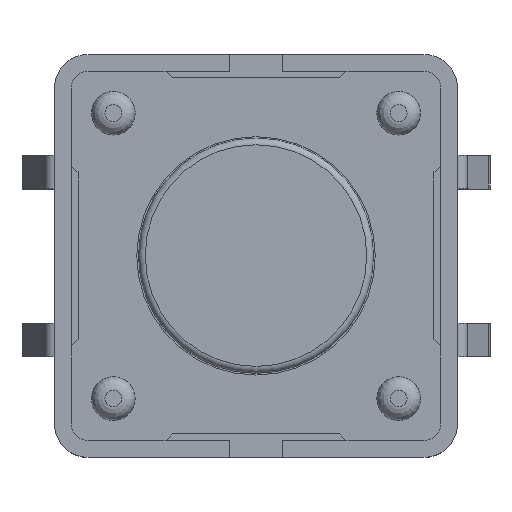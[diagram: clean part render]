
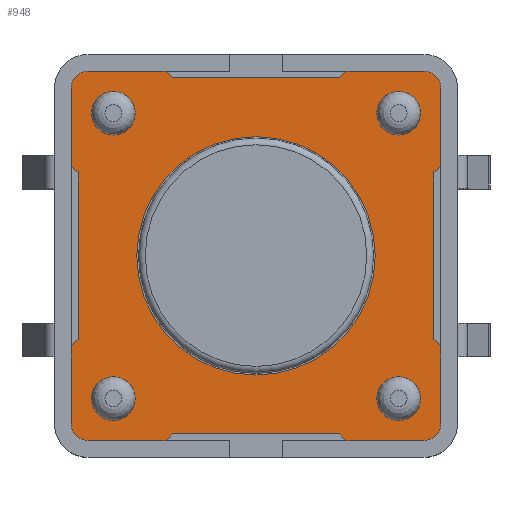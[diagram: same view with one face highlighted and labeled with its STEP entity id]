
A CAD part, top view. The second image highlights one B-rep face of the part: STEP entity #948.
In plain terms, the highlighted planar face has unit normal (0, 0, 1).
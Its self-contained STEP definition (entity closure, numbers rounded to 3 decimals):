
#13=DIRECTION('',(0.,0.,1.));
#33=VECTOR('',#34,1.);
#34=DIRECTION('',(1.,0.,0.));
#89=DIRECTION('',(0.,1.,0.));
#100=DIRECTION('',(-0.,-0.,-1.));
#101=DIRECTION('',(0.,-1.,0.));
#111=CARTESIAN_POINT('',(11.25,-7.5,3.5));
#112=DIRECTION('',(-0.,0.,1.));
#123=VECTOR('',#89,1.);
#323=AXIS2_PLACEMENT_3D('',#324,#112,#101);
#324=CARTESIAN_POINT('',(1.25,-7.5,3.5));
#339=VERTEX_POINT('',#340);
#340=CARTESIAN_POINT('',(3.6,-8.,3.5));
#341=LINE('',#342,#33);
#342=CARTESIAN_POINT('',(0.75,-8.,3.5));
#344=EDGE_CURVE('',#345,#339,#341,.T.);
#345=VERTEX_POINT('',#346);
#346=CARTESIAN_POINT('',(1.25,-8.,3.5));
#348=EDGE_CURVE('',#349,#345,#351,.T.);
#349=VERTEX_POINT('',#350);
#350=CARTESIAN_POINT('',(0.75,-7.5,3.5));
#351=CIRCLE('',#323,0.5);
#353=EDGE_CURVE('',#349,#354,#356,.T.);
#354=VERTEX_POINT('',#355);
#355=CARTESIAN_POINT('',(0.75,-5.15,3.5));
#356=LINE('',#342,#123);
#359=VERTEX_POINT('',#360);
#360=CARTESIAN_POINT('',(0.75,0.15,3.5));
#362=EDGE_CURVE('',#359,#363,#356,.T.);
#363=VERTEX_POINT('',#364);
#364=CARTESIAN_POINT('',(0.75,2.5,3.5));
#366=EDGE_CURVE('',#363,#367,#369,.T.);
#367=VERTEX_POINT('',#368);
#368=CARTESIAN_POINT('',(1.25,3.,3.5));
#369=CIRCLE('',#370,0.5);
#370=AXIS2_PLACEMENT_3D('',#371,#100,#101);
#371=CARTESIAN_POINT('',(1.25,2.5,3.5));
#373=EDGE_CURVE('',#367,#374,#376,.T.);
#374=VERTEX_POINT('',#375);
#375=CARTESIAN_POINT('',(3.6,3.,3.5));
#376=LINE('',#377,#33);
#377=CARTESIAN_POINT('',(0.75,3.,3.5));
#403=VECTOR('',#101,1.);
#404=PLANE('',#405);
#405=AXIS2_PLACEMENT_3D('',#406,#13,#34);
#406=CARTESIAN_POINT('',(6.25,-2.5,3.5));
#441=VECTOR('',#442,1.);
#442=DIRECTION('',(0.6,-0.8,0.));
#448=VECTOR('',#449,1.);
#449=DIRECTION('',(1.,0.,0.));
#455=VECTOR('',#456,1.);
#456=DIRECTION('',(0.6,0.8,0.));
#490=AXIS2_PLACEMENT_3D('',#491,#112,#101);
#491=CARTESIAN_POINT('',(11.25,2.5,3.5));
#502=VERTEX_POINT('',#503);
#503=CARTESIAN_POINT('',(8.9,3.,3.5));
#505=EDGE_CURVE('',#502,#506,#376,.T.);
#506=VERTEX_POINT('',#507);
#507=CARTESIAN_POINT('',(11.25,3.,3.5));
#509=EDGE_CURVE('',#510,#506,#512,.T.);
#510=VERTEX_POINT('',#511);
#511=CARTESIAN_POINT('',(11.75,2.5,3.5));
#512=CIRCLE('',#490,0.5);
#514=EDGE_CURVE('',#515,#510,#517,.T.);
#515=VERTEX_POINT('',#516);
#516=CARTESIAN_POINT('',(11.75,0.15,3.5));
#517=LINE('',#518,#123);
#518=CARTESIAN_POINT('',(11.75,-8.,3.5));
#521=VERTEX_POINT('',#522);
#522=CARTESIAN_POINT('',(11.75,-5.15,3.5));
#524=EDGE_CURVE('',#525,#521,#517,.T.);
#525=VERTEX_POINT('',#526);
#526=CARTESIAN_POINT('',(11.75,-7.5,3.5));
#528=EDGE_CURVE('',#525,#529,#531,.T.);
#529=VERTEX_POINT('',#530);
#530=CARTESIAN_POINT('',(11.25,-8.,3.5));
#531=CIRCLE('',#532,0.5);
#532=AXIS2_PLACEMENT_3D('',#111,#100,#101);
#534=EDGE_CURVE('',#535,#529,#341,.T.);
#535=VERTEX_POINT('',#536);
#536=CARTESIAN_POINT('',(8.9,-8.,3.5));
#948=ADVANCED_FACE('',(#949,#1025,#1034,#1043,#1052,#1059),#404,.T.);
#949=FACE_BOUND('',#950,.T.);
#950=EDGE_LOOP('',(#951,#952,#953,#960,#967,#972,#973,#974,#975,#980,#985,#988,#989,#990,#991,#996,#1001,#1006,#1007,#1008,#1009,#1014,#1021,#1024));
#951=ORIENTED_EDGE('',*,*,#366,.F.);
#952=ORIENTED_EDGE('',*,*,#362,.F.);
#953=ORIENTED_EDGE('',*,*,#954,.T.);
#954=EDGE_CURVE('',#359,#955,#957,.T.);
#955=VERTEX_POINT('',#956);
#956=CARTESIAN_POINT('',(0.95,0.,3.5));
#957=LINE('',#360,#958);
#958=VECTOR('',#959,1.);
#959=DIRECTION('',(0.8,-0.6,0.));
#960=ORIENTED_EDGE('',*,*,#961,.T.);
#961=EDGE_CURVE('',#955,#962,#964,.T.);
#962=VERTEX_POINT('',#963);
#963=CARTESIAN_POINT('',(0.95,-5.,3.5));
#964=LINE('',#956,#965);
#965=VECTOR('',#966,1.);
#966=DIRECTION('',(-0.,-1.,-0.));
#967=ORIENTED_EDGE('',*,*,#968,.T.);
#968=EDGE_CURVE('',#962,#354,#969,.T.);
#969=LINE('',#963,#970);
#970=VECTOR('',#971,1.);
#971=DIRECTION('',(-0.8,-0.6,-0.));
#972=ORIENTED_EDGE('',*,*,#353,.F.);
#973=ORIENTED_EDGE('',*,*,#348,.T.);
#974=ORIENTED_EDGE('',*,*,#344,.T.);
#975=ORIENTED_EDGE('',*,*,#976,.T.);
#976=EDGE_CURVE('',#339,#977,#979,.T.);
#977=VERTEX_POINT('',#978);
#978=CARTESIAN_POINT('',(3.75,-7.8,3.5));
#979=LINE('',#340,#455);
#980=ORIENTED_EDGE('',*,*,#981,.T.);
#981=EDGE_CURVE('',#977,#982,#984,.T.);
#982=VERTEX_POINT('',#983);
#983=CARTESIAN_POINT('',(8.75,-7.8,3.5));
#984=LINE('',#978,#448);
#985=ORIENTED_EDGE('',*,*,#986,.T.);
#986=EDGE_CURVE('',#982,#535,#987,.T.);
#987=LINE('',#983,#441);
#988=ORIENTED_EDGE('',*,*,#534,.T.);
#989=ORIENTED_EDGE('',*,*,#528,.F.);
#990=ORIENTED_EDGE('',*,*,#524,.T.);
#991=ORIENTED_EDGE('',*,*,#992,.F.);
#992=EDGE_CURVE('',#993,#521,#995,.T.);
#993=VERTEX_POINT('',#994);
#994=CARTESIAN_POINT('',(11.55,-5.,3.5));
#995=LINE('',#994,#958);
#996=ORIENTED_EDGE('',*,*,#997,.F.);
#997=EDGE_CURVE('',#998,#993,#1000,.T.);
#998=VERTEX_POINT('',#999);
#999=CARTESIAN_POINT('',(11.55,0.,3.5));
#1000=LINE('',#999,#403);
#1001=ORIENTED_EDGE('',*,*,#1002,.F.);
#1002=EDGE_CURVE('',#515,#998,#1003,.T.);
#1003=LINE('',#516,#1004);
#1004=VECTOR('',#1005,1.);
#1005=DIRECTION('',(-0.8,-0.6,0.));
#1006=ORIENTED_EDGE('',*,*,#514,.T.);
#1007=ORIENTED_EDGE('',*,*,#509,.T.);
#1008=ORIENTED_EDGE('',*,*,#505,.F.);
#1009=ORIENTED_EDGE('',*,*,#1010,.F.);
#1010=EDGE_CURVE('',#1011,#502,#1013,.T.);
#1011=VERTEX_POINT('',#1012);
#1012=CARTESIAN_POINT('',(8.75,2.8,3.5));
#1013=LINE('',#1012,#455);
#1014=ORIENTED_EDGE('',*,*,#1015,.F.);
#1015=EDGE_CURVE('',#1016,#1011,#1018,.T.);
#1016=VERTEX_POINT('',#1017);
#1017=CARTESIAN_POINT('',(3.75,2.8,3.5));
#1018=LINE('',#1017,#1019);
#1019=VECTOR('',#1020,1.);
#1020=DIRECTION('',(1.,0.,0.));
#1021=ORIENTED_EDGE('',*,*,#1022,.F.);
#1022=EDGE_CURVE('',#374,#1016,#1023,.T.);
#1023=LINE('',#375,#441);
#1024=ORIENTED_EDGE('',*,*,#373,.F.);
#1025=FACE_BOUND('',#1026,.T.);
#1026=EDGE_LOOP('',(#1027));
#1027=ORIENTED_EDGE('',*,*,#1028,.F.);
#1028=EDGE_CURVE('',#1029,#1029,#1031,.T.);
#1029=VERTEX_POINT('',#1030);
#1030=CARTESIAN_POINT('',(2.65,-6.75,3.5));
#1031=CIRCLE('',#1032,0.65);
#1032=AXIS2_PLACEMENT_3D('',#1033,#13,#34);
#1033=CARTESIAN_POINT('',(2.,-6.75,3.5));
#1034=FACE_BOUND('',#1035,.T.);
#1035=EDGE_LOOP('',(#1036));
#1036=ORIENTED_EDGE('',*,*,#1037,.F.);
#1037=EDGE_CURVE('',#1038,#1038,#1040,.T.);
#1038=VERTEX_POINT('',#1039);
#1039=CARTESIAN_POINT('',(11.15,-6.75,3.5));
#1040=CIRCLE('',#1041,0.65);
#1041=AXIS2_PLACEMENT_3D('',#1042,#13,#34);
#1042=CARTESIAN_POINT('',(10.5,-6.75,3.5));
#1043=FACE_BOUND('',#1044,.T.);
#1044=EDGE_LOOP('',(#1045));
#1045=ORIENTED_EDGE('',*,*,#1046,.F.);
#1046=EDGE_CURVE('',#1047,#1047,#1049,.T.);
#1047=VERTEX_POINT('',#1048);
#1048=CARTESIAN_POINT('',(2.65,1.75,3.5));
#1049=CIRCLE('',#1050,0.65);
#1050=AXIS2_PLACEMENT_3D('',#1051,#13,#34);
#1051=CARTESIAN_POINT('',(2.,1.75,3.5));
#1052=FACE_BOUND('',#1053,.T.);
#1053=EDGE_LOOP('',(#1054));
#1054=ORIENTED_EDGE('',*,*,#1055,.F.);
#1055=EDGE_CURVE('',#1056,#1056,#1058,.T.);
#1056=VERTEX_POINT('',#1057);
#1057=CARTESIAN_POINT('',(9.8,-2.5,3.5));
#1058=CIRCLE('',#405,3.55);
#1059=FACE_BOUND('',#1060,.T.);
#1060=EDGE_LOOP('',(#1061));
#1061=ORIENTED_EDGE('',*,*,#1062,.F.);
#1062=EDGE_CURVE('',#1063,#1063,#1065,.T.);
#1063=VERTEX_POINT('',#1064);
#1064=CARTESIAN_POINT('',(11.15,1.75,3.5));
#1065=CIRCLE('',#1066,0.65);
#1066=AXIS2_PLACEMENT_3D('',#1067,#13,#34);
#1067=CARTESIAN_POINT('',(10.5,1.75,3.5));
